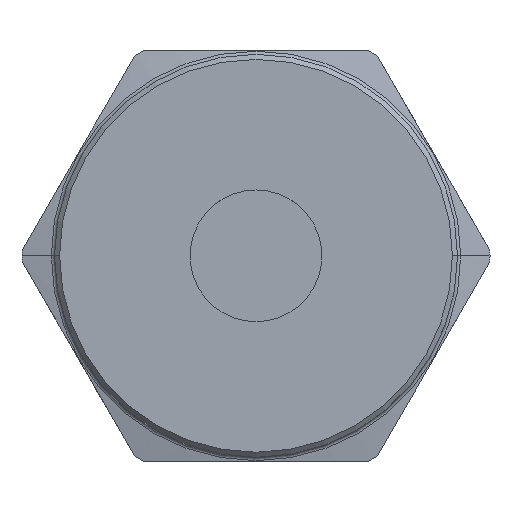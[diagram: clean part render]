
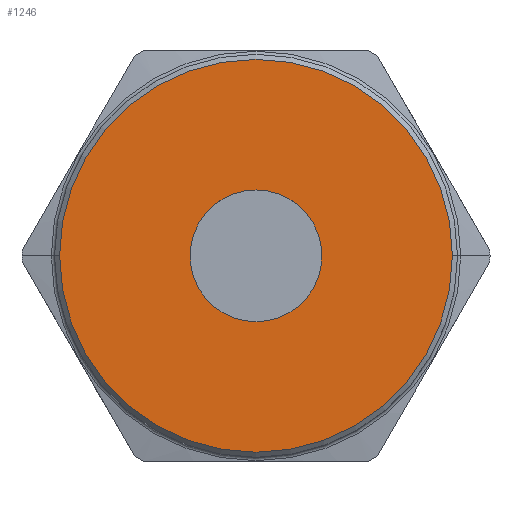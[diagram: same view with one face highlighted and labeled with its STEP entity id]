
A CAD part, top view. The second image highlights one B-rep face of the part: STEP entity #1246.
In plain terms, the highlighted planar face has unit normal (0, 0, 1).
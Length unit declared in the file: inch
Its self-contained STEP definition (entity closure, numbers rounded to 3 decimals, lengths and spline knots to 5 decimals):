
#53 = CIRCLE ( 'NONE', #230, 0.3875 ) ;
#60 = CIRCLE ( 'NONE', #229, 0.13 ) ;
#113 = EDGE_LOOP ( 'NONE', ( #355, #356 ) ) ;
#229 = AXIS2_PLACEMENT_3D ( 'NONE', #1836, #1837, #1838 ) ;
#230 = AXIS2_PLACEMENT_3D ( 'NONE', #1841, #1842, #1843 ) ;
#266 = AXIS2_PLACEMENT_3D ( 'NONE', #2397, #2398, #2399 ) ;
#274 = AXIS2_PLACEMENT_3D ( 'NONE', #2459, #2460, #2461 ) ;
#306 = AXIS2_PLACEMENT_3D ( 'NONE', #880, #879, #884 ) ;
#355 = ORIENTED_EDGE ( 'NONE', *, *, #671, .F. ) ;
#356 = ORIENTED_EDGE ( 'NONE', *, *, #752, .F. ) ;
#372 = VERTEX_POINT ( 'NONE', #1487 ) ;
#378 = VERTEX_POINT ( 'NONE', #1497 ) ;
#481 = CIRCLE ( 'NONE', #266, 0.3875 ) ;
#494 = CIRCLE ( 'NONE', #274, 0.13 ) ;
#565 = FACE_BOUND ( 'NONE', #113, .T. ) ;
#587 = FACE_OUTER_BOUND ( 'NONE', #1329, .T. ) ;
#671 = EDGE_CURVE ( 'NONE', #2546, #2548, #60, .T. ) ;
#672 = EDGE_CURVE ( 'NONE', #372, #378, #53, .T. ) ;
#740 = EDGE_CURVE ( 'NONE', #378, #372, #481, .T. ) ;
#752 = EDGE_CURVE ( 'NONE', #2548, #2546, #494, .T. ) ;
#879 = DIRECTION ( 'NONE',  ( 0., 0., 1. ) ) ;
#880 = CARTESIAN_POINT ( 'NONE',  ( 0., 0., 0.26 ) ) ;
#882 = PLANE ( 'NONE',  #306 ) ;
#884 = DIRECTION ( 'NONE',  ( 1., 0., 0. ) ) ;
#944 = CARTESIAN_POINT ( 'NONE',  ( 0.13, 0., 0.26 ) ) ;
#945 = CARTESIAN_POINT ( 'NONE',  ( -0.13, 0., 0.26 ) ) ;
#1246 = ADVANCED_FACE ( 'NONE', ( #565, #587 ), #882, .T. ) ;
#1329 = EDGE_LOOP ( 'NONE', ( #1948, #1949 ) ) ;
#1487 = CARTESIAN_POINT ( 'NONE',  ( -0.3875, 0., 0.26 ) ) ;
#1497 = CARTESIAN_POINT ( 'NONE',  ( 0.3875, 0., 0.26 ) ) ;
#1836 = CARTESIAN_POINT ( 'NONE',  ( 0., 0., 0.26 ) ) ;
#1837 = DIRECTION ( 'NONE',  ( 0., 0., 1. ) ) ;
#1838 = DIRECTION ( 'NONE',  ( 1., 0., 0. ) ) ;
#1841 = CARTESIAN_POINT ( 'NONE',  ( 0., 0., 0.26 ) ) ;
#1842 = DIRECTION ( 'NONE',  ( 0., 0., 1. ) ) ;
#1843 = DIRECTION ( 'NONE',  ( 1., 0., 0. ) ) ;
#1948 = ORIENTED_EDGE ( 'NONE', *, *, #672, .T. ) ;
#1949 = ORIENTED_EDGE ( 'NONE', *, *, #740, .T. ) ;
#2397 = CARTESIAN_POINT ( 'NONE',  ( 0., 0., 0.26 ) ) ;
#2398 = DIRECTION ( 'NONE',  ( 0., 0., 1. ) ) ;
#2399 = DIRECTION ( 'NONE',  ( 1., 0., 0. ) ) ;
#2459 = CARTESIAN_POINT ( 'NONE',  ( 0., 0., 0.26 ) ) ;
#2460 = DIRECTION ( 'NONE',  ( 0., 0., 1. ) ) ;
#2461 = DIRECTION ( 'NONE',  ( 1., 0., 0. ) ) ;
#2546 = VERTEX_POINT ( 'NONE', #944 ) ;
#2548 = VERTEX_POINT ( 'NONE', #945 ) ;
